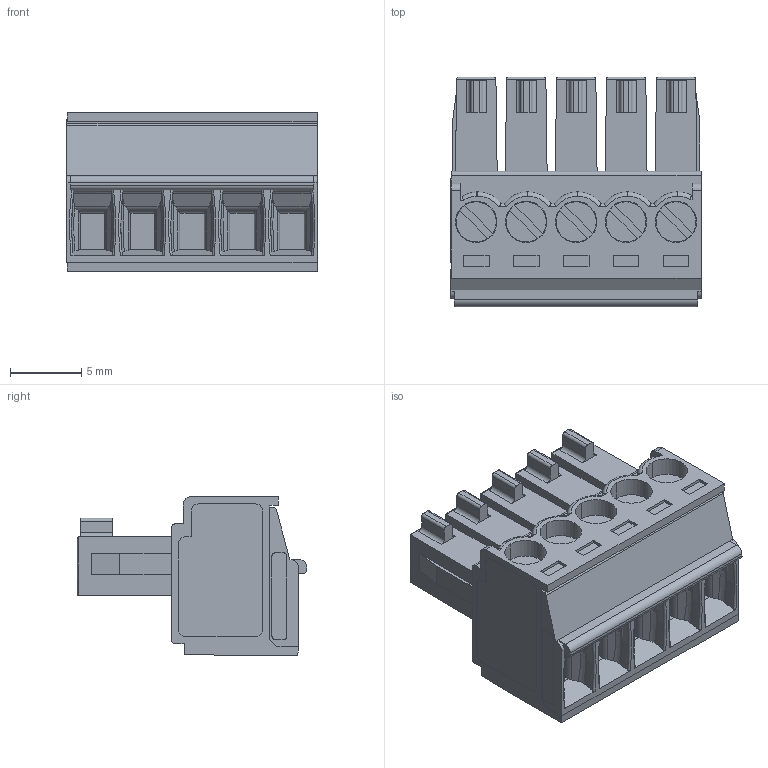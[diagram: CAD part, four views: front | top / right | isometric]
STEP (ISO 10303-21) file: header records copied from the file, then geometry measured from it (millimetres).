
FILE_DESCRIPTION(('STEP AP214'),'1');
FILE_NAME('cctmp_0E7B0877-C1FD-4A92-8956-F6E135612E2E_2023_01_30_08_08_22_0549_5540..stp','2023-01-30T08:08:23',('PHOENIX CONTACT Deutschland GmbH'),('CADClick - www.CADClick.com'),'Spatial InterOp 3D',' ','unknown authorization');
FILE_SCHEMA(('AUTOMOTIVE_DESIGN'));
Length unit declared in the file: millimetre
Products named in the file (17): 2023_01_30_08_08_21_0782; 2023_01_30_08_08_22_0549; 2023_01_30_08_08_22_0533; 2023_01_30_08_08_22_0517; 2023_01_30_08_08_22_0502; 2023_01_30_08_08_22_0486; 2023_01_30_08_08_22_0470; 2023_01_30_08_08_22_0455; 2023_01_30_08_08_22_0439; 2023_01_30_08_08_22_0424; 2023_01_30_08_08_22_0408; 2023_01_30_08_08_22_0392; 2023_01_30_08_08_22_0377; 2023_01_30_08_08_22_0361; 2023_01_30_08_08_22_0345; 2023_01_30_08_08_22_0330; 2023_01_30_08_08_22_0283
Assembly tree (16 placements, depth 2):
  2023_01_30_08_08_21_0782
    2023_01_30_08_08_22_0549
    2023_01_30_08_08_22_0533
    2023_01_30_08_08_22_0517
    2023_01_30_08_08_22_0502
    2023_01_30_08_08_22_0486
    2023_01_30_08_08_22_0470
    2023_01_30_08_08_22_0455
    2023_01_30_08_08_22_0439
    2023_01_30_08_08_22_0424
    2023_01_30_08_08_22_0408
    2023_01_30_08_08_22_0392
    2023_01_30_08_08_22_0377
    2023_01_30_08_08_22_0361
    2023_01_30_08_08_22_0345
    2023_01_30_08_08_22_0330
    2023_01_30_08_08_22_0283
Bounding box: 17.59 x 16.1 x 11.1 mm (x, y, z)
Volume: 1504.3 mm3; surface area: 3449.4 mm2
Topology: 16 solids, 16 shells, 870 faces, 2338 edges, 1537 vertices
Faces by surface type: plane 579, cylinder 240, torus 21, cone 20, bspline 10
Entity records: 40815 total; most frequent: CARTESIAN_POINT 9051, ORIENTED_EDGE 4676, DIRECTION 4522, EDGE_CURVE 2338, LINE 1644, VECTOR 1644, VERTEX_POINT 1537, AXIS2_PLACEMENT_3D 1439
